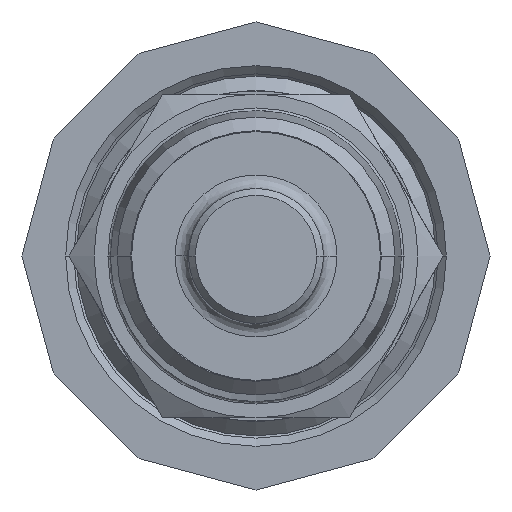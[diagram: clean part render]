
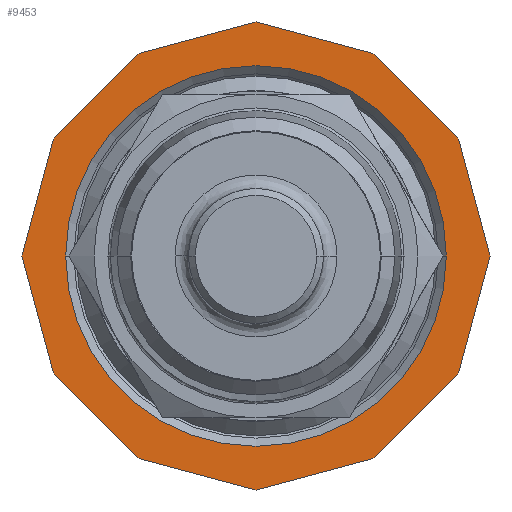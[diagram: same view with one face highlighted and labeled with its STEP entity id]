
A CAD part, front view. The second image highlights one B-rep face of the part: STEP entity #9453.
In plain terms, the highlighted free-form (B-spline) face has degree [1, 1] with [2, 2] control points.
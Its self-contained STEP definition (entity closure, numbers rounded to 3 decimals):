
#2550=DIRECTION('',(0.259,0.,0.966));
#2551=VECTOR('',#2550,8.976);
#2552=CARTESIAN_POINT('',(-17.341,22.6,0.));
#2553=LINE('',#2552,#2551);
#2554=DIRECTION('',(0.707,0.,0.707));
#2555=VECTOR('',#2554,8.976);
#2556=CARTESIAN_POINT('',(-15.018,22.6,8.67));
#2557=LINE('',#2556,#2555);
#2558=DIRECTION('',(0.966,0.,0.259));
#2559=VECTOR('',#2558,8.976);
#2560=CARTESIAN_POINT('',(-8.67,22.6,15.018));
#2561=LINE('',#2560,#2559);
#2562=DIRECTION('',(0.966,0.,-0.259));
#2563=VECTOR('',#2562,8.976);
#2564=CARTESIAN_POINT('',(0.,22.6,17.341));
#2565=LINE('',#2564,#2563);
#2566=DIRECTION('',(0.707,0.,-0.707));
#2567=VECTOR('',#2566,8.976);
#2568=CARTESIAN_POINT('',(8.67,22.6,15.018));
#2569=LINE('',#2568,#2567);
#2570=DIRECTION('',(0.259,0.,-0.966));
#2571=VECTOR('',#2570,8.976);
#2572=CARTESIAN_POINT('',(15.018,22.6,8.67));
#2573=LINE('',#2572,#2571);
#2574=DIRECTION('',(-0.259,0.,-0.966));
#2575=VECTOR('',#2574,8.976);
#2576=CARTESIAN_POINT('',(17.341,22.6,0.));
#2577=LINE('',#2576,#2575);
#2578=DIRECTION('',(-0.707,0.,-0.707));
#2579=VECTOR('',#2578,8.976);
#2580=CARTESIAN_POINT('',(15.018,22.6,-8.67));
#2581=LINE('',#2580,#2579);
#2582=DIRECTION('',(-0.966,0.,-0.259));
#2583=VECTOR('',#2582,8.976);
#2584=CARTESIAN_POINT('',(8.67,22.6,-15.018));
#2585=LINE('',#2584,#2583);
#2586=DIRECTION('',(-0.966,0.,0.259));
#2587=VECTOR('',#2586,8.976);
#2588=CARTESIAN_POINT('',(0.,22.6,-17.341));
#2589=LINE('',#2588,#2587);
#2590=DIRECTION('',(-0.707,0.,0.707));
#2591=VECTOR('',#2590,8.976);
#2592=CARTESIAN_POINT('',(-8.67,22.6,-15.018));
#2593=LINE('',#2592,#2591);
#2594=DIRECTION('',(-0.259,0.,0.966));
#2595=VECTOR('',#2594,8.976);
#2596=CARTESIAN_POINT('',(-15.018,22.6,-8.67));
#2597=LINE('',#2596,#2595);
#2598=CARTESIAN_POINT('',(0.,22.6,0.));
#2599=DIRECTION('',(0.,-1.,0.));
#2600=DIRECTION('',(1.,0.,0.));
#2601=AXIS2_PLACEMENT_3D('',#2598,#2599,#2600);
#2603=CARTESIAN_POINT('',(0.,22.6,0.));
#2604=DIRECTION('',(0.,-1.,0.));
#2605=DIRECTION('',(-1.,0.,0.));
#2606=AXIS2_PLACEMENT_3D('',#2603,#2604,#2605);
#6161=CARTESIAN_POINT('',(-17.341,22.6,0.));
#6162=CARTESIAN_POINT('',(-15.018,22.6,8.67));
#6163=VERTEX_POINT('',#6161);
#6164=VERTEX_POINT('',#6162);
#6165=CARTESIAN_POINT('',(-8.67,22.6,15.018));
#6166=VERTEX_POINT('',#6165);
#6167=CARTESIAN_POINT('',(0.,22.6,17.341));
#6168=VERTEX_POINT('',#6167);
#6169=CARTESIAN_POINT('',(8.67,22.6,15.018));
#6170=VERTEX_POINT('',#6169);
#6171=CARTESIAN_POINT('',(15.018,22.6,8.67));
#6172=VERTEX_POINT('',#6171);
#6173=CARTESIAN_POINT('',(17.341,22.6,0.));
#6174=VERTEX_POINT('',#6173);
#6175=CARTESIAN_POINT('',(15.018,22.6,-8.67));
#6176=VERTEX_POINT('',#6175);
#6177=CARTESIAN_POINT('',(8.67,22.6,-15.018));
#6178=VERTEX_POINT('',#6177);
#6179=CARTESIAN_POINT('',(0.,22.6,-17.341));
#6180=VERTEX_POINT('',#6179);
#6181=CARTESIAN_POINT('',(-8.67,22.6,-15.018));
#6182=VERTEX_POINT('',#6181);
#6183=CARTESIAN_POINT('',(-15.018,22.6,-8.67));
#6184=VERTEX_POINT('',#6183);
#6213=CARTESIAN_POINT('',(14.1,22.6,0.));
#6214=CARTESIAN_POINT('',(-14.1,22.6,0.));
#6215=VERTEX_POINT('',#6213);
#6216=VERTEX_POINT('',#6214);
#9417=CARTESIAN_POINT('',(-18.035,22.6,18.035));
#9418=CARTESIAN_POINT('',(-18.035,22.6,-18.035));
#9419=CARTESIAN_POINT('',(18.035,22.6,18.035));
#9420=CARTESIAN_POINT('',(18.035,22.6,-18.035));
#9421=B_SPLINE_SURFACE_WITH_KNOTS('',1,1,((#9417,#9418),(#9419,#9420)),
.UNSPECIFIED.,.F.,.F.,.F.,(2,2),(2,2),(-18.035,18.035),(
-18.035,18.035),.UNSPECIFIED.);
#9422=ORIENTED_EDGE('',*,*,#9407,.T.);
#9424=ORIENTED_EDGE('',*,*,#9423,.T.);
#9426=ORIENTED_EDGE('',*,*,#9425,.T.);
#9428=ORIENTED_EDGE('',*,*,#9427,.T.);
#9430=ORIENTED_EDGE('',*,*,#9429,.T.);
#9432=ORIENTED_EDGE('',*,*,#9431,.T.);
#9434=ORIENTED_EDGE('',*,*,#9433,.T.);
#9436=ORIENTED_EDGE('',*,*,#9435,.T.);
#9438=ORIENTED_EDGE('',*,*,#9437,.T.);
#9440=ORIENTED_EDGE('',*,*,#9439,.T.);
#9442=ORIENTED_EDGE('',*,*,#9441,.T.);
#9444=ORIENTED_EDGE('',*,*,#9443,.T.);
#9445=EDGE_LOOP('',(#9422,#9424,#9426,#9428,#9430,#9432,#9434,#9436,#9438,#9440,
#9442,#9444));
#9446=FACE_OUTER_BOUND('',#9445,.F.);
#9448=ORIENTED_EDGE('',*,*,#9447,.T.);
#9450=ORIENTED_EDGE('',*,*,#9449,.T.);
#9451=EDGE_LOOP('',(#9448,#9450));
#9452=FACE_BOUND('',#9451,.F.);
#2602=CIRCLE('',#2601,14.1);
#2607=CIRCLE('',#2606,14.1);
#9407=EDGE_CURVE('',#6163,#6164,#2553,.T.);
#9423=EDGE_CURVE('',#6164,#6166,#2557,.T.);
#9425=EDGE_CURVE('',#6166,#6168,#2561,.T.);
#9427=EDGE_CURVE('',#6168,#6170,#2565,.T.);
#9429=EDGE_CURVE('',#6170,#6172,#2569,.T.);
#9431=EDGE_CURVE('',#6172,#6174,#2573,.T.);
#9433=EDGE_CURVE('',#6174,#6176,#2577,.T.);
#9435=EDGE_CURVE('',#6176,#6178,#2581,.T.);
#9437=EDGE_CURVE('',#6178,#6180,#2585,.T.);
#9439=EDGE_CURVE('',#6180,#6182,#2589,.T.);
#9441=EDGE_CURVE('',#6182,#6184,#2593,.T.);
#9443=EDGE_CURVE('',#6184,#6163,#2597,.T.);
#9447=EDGE_CURVE('',#6215,#6216,#2602,.T.);
#9449=EDGE_CURVE('',#6216,#6215,#2607,.T.);
#9453=ADVANCED_FACE('',(#9446,#9452),#9421,.F.);
